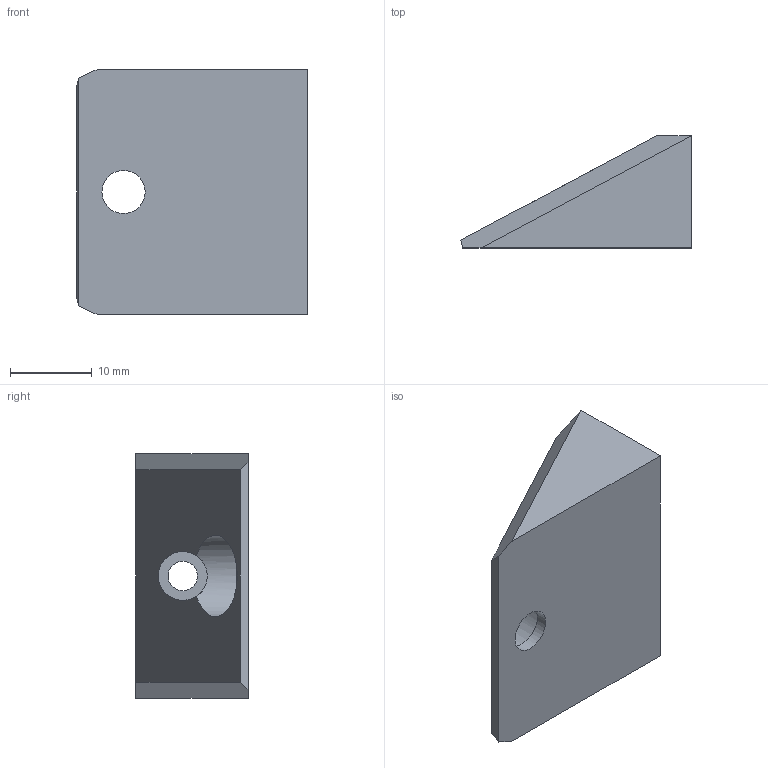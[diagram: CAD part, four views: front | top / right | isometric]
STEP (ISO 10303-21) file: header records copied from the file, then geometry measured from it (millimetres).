
FILE_DESCRIPTION(/* description */ (''),/* implementation_level */ '2;1');
FILE_NAME(/* name */ '30-15Joint.step',/* time_stamp */ '2021-11-09T21:52:56+01:00',/* author */ (''),/* organization */ (''),/* preprocessor_version */ 'ST-DEVELOPER v18.1',/* originating_system */ 'Autodesk Translation Framework v10.10.0.1391',/* authorisation */ '');
FILE_SCHEMA (('AUTOMOTIVE_DESIGN { 1 0 10303 214 3 1 1 }'));
Length unit declared in the file: millimetre
Products named in the file (1): 30-15Joint
Bounding box: 28.24 x 13.73 x 30 mm (x, y, z)
Volume: 6370.4 mm3; surface area: 2848 mm2
Topology: 1 solids, 1 shells, 16 faces, 35 edges, 22 vertices
Faces by surface type: plane 11, cylinder 5
Full cylindrical faces by diameter (mm): 3.6 x1, 5.3 x1, 6 x1
Entity records: 489 total; most frequent: CARTESIAN_POINT 88, DIRECTION 78, ORIENTED_EDGE 70, EDGE_CURVE 35, AXIS2_PLACEMENT_3D 28, LINE 22, VECTOR 22, VERTEX_POINT 22
